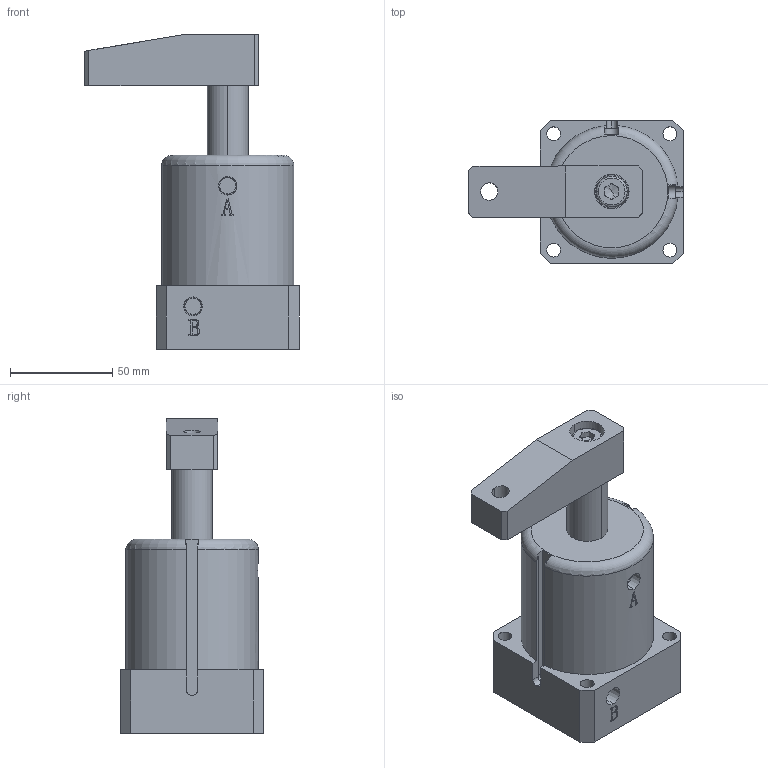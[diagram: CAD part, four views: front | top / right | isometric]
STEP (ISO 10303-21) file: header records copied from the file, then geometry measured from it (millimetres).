
FILE_DESCRIPTION (( 'STEP AP203' ), '1' );
FILE_NAME ('HASC-MS50S.STEP', '2019-10-14T10:55:42', ( '微软用户' ), ( '微软中国' ), 'SwSTEP 2.0', 'SolidWorks 2012', '' );
FILE_SCHEMA (( 'CONFIG_CONTROL_DESIGN' ));
Length unit declared in the file: millimetre
Products named in the file (5): HASC-MS50S; hex lobular socket head cap screws-4.8 gb_GB_HEXAGON_TYPE21 M10X25-25-N; HASC-MS50S等旋; HASC-MS50S活塞杆; HASC-MS50-掛极
Assembly tree (4 placements, depth 2):
  HASC-MS50S
    HASC-MS50-掛极
    HASC-MS50S活塞杆
    HASC-MS50S等旋
    hex lobular socket head cap screws-4.8 gb_GB_HEXAGON_TYPE21 M10X25-25-N
Bounding box: 105 x 70 x 154 mm (x, y, z)
Volume: 346562.2 mm3; surface area: 73411.8 mm2
Topology: 4 solids, 4 shells, 180 faces, 455 edges, 296 vertices
Faces by surface type: plane 93, cylinder 43, bspline 20, torus 12, cone 12
Entity records: 6971 total; most frequent: CARTESIAN_POINT 2201, ORIENTED_EDGE 902, DIRECTION 842, EDGE_CURVE 451, AXIS2_PLACEMENT_3D 297, VERTEX_POINT 296, LINE 248, VECTOR 248
